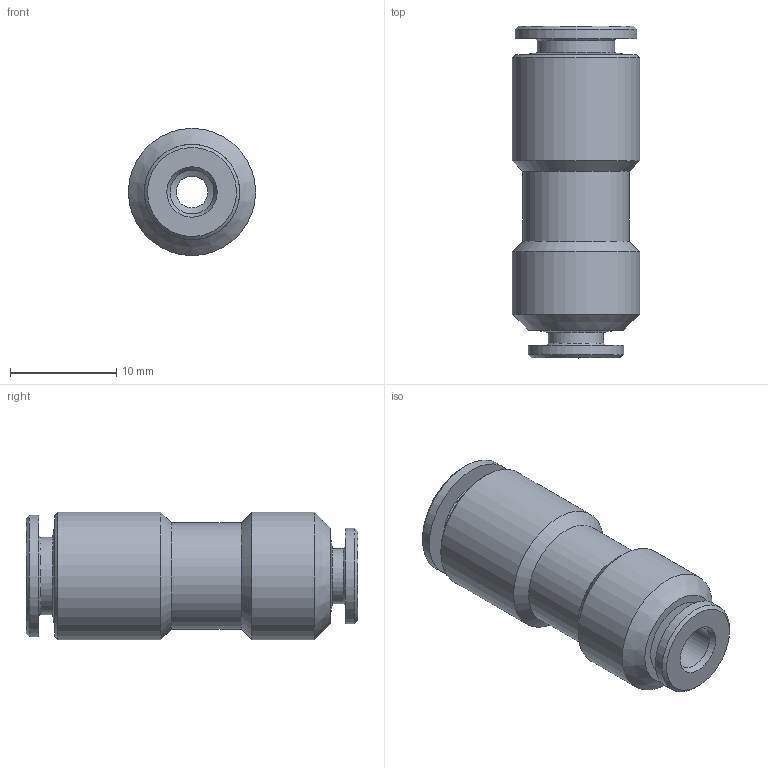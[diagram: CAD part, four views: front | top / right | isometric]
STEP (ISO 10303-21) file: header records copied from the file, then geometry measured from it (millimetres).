
FILE_DESCRIPTION( ( 'STEP AP214' ), '1' );
FILE_NAME( 'psolqas_10380_14.stp', '2020-12-01T17:07:30', ( 'License CC BY-ND 4.0' ), ( 'CADENAS' ), ' ', 'PARTsolutions', ' ' );
FILE_SCHEMA( ( 'AUTOMOTIVE_DESIGN { 1 0 10303 214 1 1 1 1 }' ) );
Length unit declared in the file: metre
Products named in the file (1): NONE
Bounding box: 12 x 31.3 x 12 mm (x, y, z)
Volume: 2251 mm3; surface area: 1936.6 mm2
Topology: 1 solids, 1 shells, 30 faces, 59 edges, 35 vertices
Faces by surface type: cone 14, cylinder 10, plane 6
Full cylindrical faces by diameter (mm): 3 x1, 4.15 x1, 5.2 x1, 6.15 x1, 7.3 x1, 9 x1, 10 x1, 11.5 x1, 12 x2
Entity records: 864 total; most frequent: DIRECTION 122, CARTESIAN_POINT 91, AXIS2_PLACEMENT_3D 61, EDGE_LOOP 60, ORIENTED_EDGE 60, FACE_OUTER_BOUND 40, STYLED_ITEM 30, PRESENTATION_STYLE_ASSIGNMENT 30
